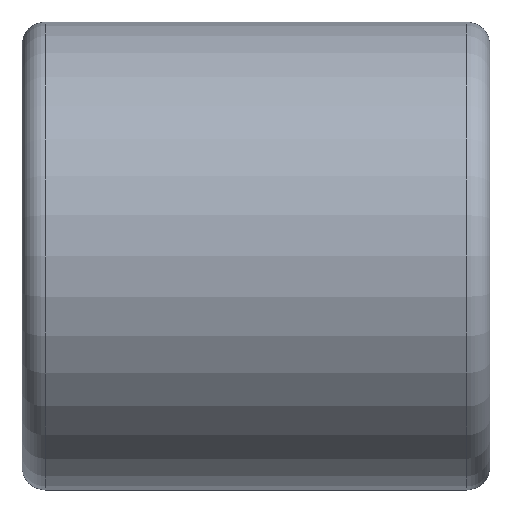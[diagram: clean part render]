
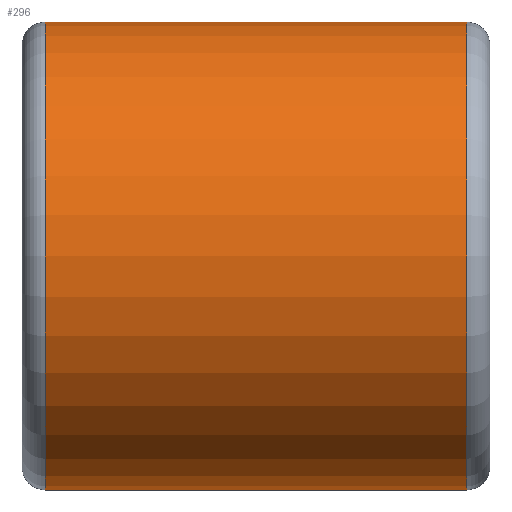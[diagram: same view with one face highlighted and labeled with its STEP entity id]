
A CAD part, left-side view. The second image highlights one B-rep face of the part: STEP entity #296.
In plain terms, the highlighted cylindrical face has radius 10 mm (diameter 20 mm), a partial arc.
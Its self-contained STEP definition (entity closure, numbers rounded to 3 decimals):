
#4 = EDGE_LOOP ( 'NONE', ( #228, #360, #340, #53 ) ) ;
#14 = CARTESIAN_POINT ( 'NONE',  ( 0., 9., -10. ) ) ;
#16 = CARTESIAN_POINT ( 'NONE',  ( 0., 33.565, -10. ) ) ;
#17 = AXIS2_PLACEMENT_3D ( 'NONE', #394, #95, #439 ) ;
#36 = CARTESIAN_POINT ( 'NONE',  ( 0., -9., 0. ) ) ;
#53 = ORIENTED_EDGE ( 'NONE', *, *, #161, .T. ) ;
#79 = VECTOR ( 'NONE', #256, 1000. ) ;
#87 = CIRCLE ( 'NONE', #355, 10. ) ;
#95 = DIRECTION ( 'NONE',  ( 0., -1., 0. ) ) ;
#105 = VECTOR ( 'NONE', #418, 1000. ) ;
#122 = LINE ( 'NONE', #16, #105 ) ;
#133 = CYLINDRICAL_SURFACE ( 'NONE', #192, 10. ) ;
#161 = EDGE_CURVE ( 'NONE', #453, #445, #420, .T. ) ;
#162 = EDGE_CURVE ( 'NONE', #327, #245, #87, .T. ) ;
#170 = FACE_OUTER_BOUND ( 'NONE', #4, .T. ) ;
#182 = CARTESIAN_POINT ( 'NONE',  ( 0., -9., -10. ) ) ;
#183 = EDGE_CURVE ( 'NONE', #245, #453, #342, .T. ) ;
#192 = AXIS2_PLACEMENT_3D ( 'NONE', #364, #323, #283 ) ;
#193 = EDGE_CURVE ( 'NONE', #327, #445, #122, .T. ) ;
#228 = ORIENTED_EDGE ( 'NONE', *, *, #193, .F. ) ;
#245 = VERTEX_POINT ( 'NONE', #259 ) ;
#256 = DIRECTION ( 'NONE',  ( 0., 1., 0. ) ) ;
#259 = CARTESIAN_POINT ( 'NONE',  ( 0., -9., 10. ) ) ;
#283 = DIRECTION ( 'NONE',  ( 0., 0., 1. ) ) ;
#296 = ADVANCED_FACE ( 'NONE', ( #170 ), #133, .T. ) ;
#306 = CARTESIAN_POINT ( 'NONE',  ( 0., 33.565, 10. ) ) ;
#323 = DIRECTION ( 'NONE',  ( 0., 1., 0. ) ) ;
#327 = VERTEX_POINT ( 'NONE', #182 ) ;
#340 = ORIENTED_EDGE ( 'NONE', *, *, #183, .T. ) ;
#342 = LINE ( 'NONE', #306, #79 ) ;
#355 = AXIS2_PLACEMENT_3D ( 'NONE', #36, #389, #423 ) ;
#360 = ORIENTED_EDGE ( 'NONE', *, *, #162, .T. ) ;
#364 = CARTESIAN_POINT ( 'NONE',  ( 0., 33.565, 0. ) ) ;
#389 = DIRECTION ( 'NONE',  ( 0., 1., 0. ) ) ;
#394 = CARTESIAN_POINT ( 'NONE',  ( 0., 9., 0. ) ) ;
#413 = CARTESIAN_POINT ( 'NONE',  ( 0., 9., 10. ) ) ;
#418 = DIRECTION ( 'NONE',  ( 0., 1., 0. ) ) ;
#420 = CIRCLE ( 'NONE', #17, 10. ) ;
#423 = DIRECTION ( 'NONE',  ( 0., 0., 1. ) ) ;
#439 = DIRECTION ( 'NONE',  ( 0., 0., -1. ) ) ;
#445 = VERTEX_POINT ( 'NONE', #14 ) ;
#453 = VERTEX_POINT ( 'NONE', #413 ) ;
